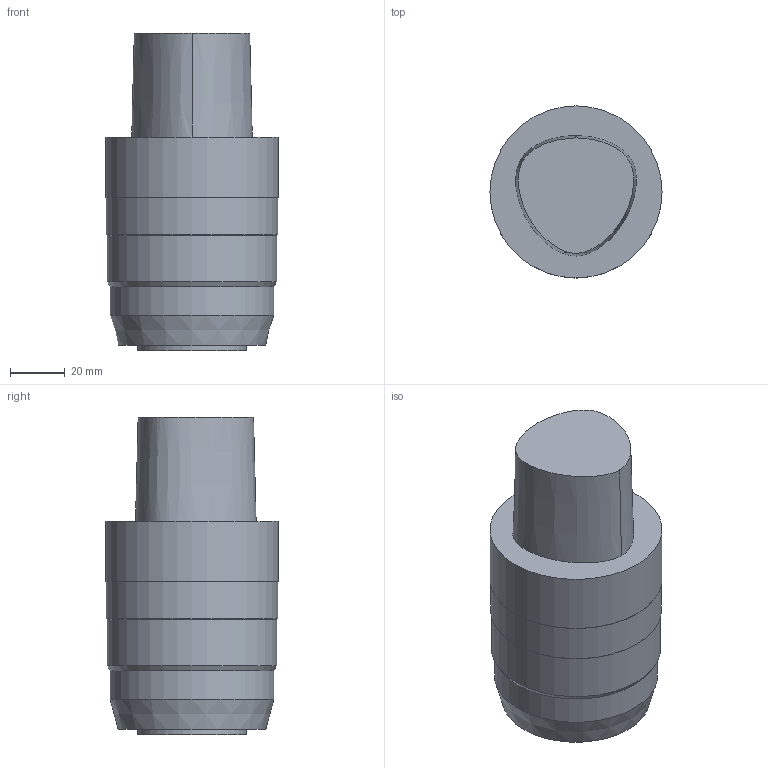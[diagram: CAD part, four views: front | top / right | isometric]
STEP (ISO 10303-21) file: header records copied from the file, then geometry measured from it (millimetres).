
FILE_DESCRIPTION((''),'1');
FILE_NAME('C6-MEGA1.000DS-3A.stp','2018-02-01T09:11:41',(''),(''),'Spatial Interop R21 SP3','Kubotek KeyCreator 2011 V10.0.2 (22737)',' ');
FILE_SCHEMA(('automotive_design'));
Length unit declared in the file: millimetre
Products named in the file (1): Unnamed[1]
Bounding box: 63 x 63 x 116.2 mm (x, y, z)
Volume: 283022.2 mm3; surface area: 25543.7 mm2
Topology: 1 solids, 1 shells, 16 faces, 29 edges, 16 vertices
Faces by surface type: cone 5, cylinder 5, plane 4, bspline 2
Full cylindrical faces by diameter (mm): 39.84 x1, 59.9 x1, 62 x1, 62.7 x1, 63 x1
Entity records: 837 total; most frequent: CARTESIAN_POINT 253, DIRECTION 57, PRESENTATION_STYLE_ASSIGNMENT 53, COLOUR_RGB 53, ORIENTED_EDGE 38, STYLED_ITEM 36, CURVE_STYLE 36, DRAUGHTING_PRE_DEFINED_CURVE_FONT 36
